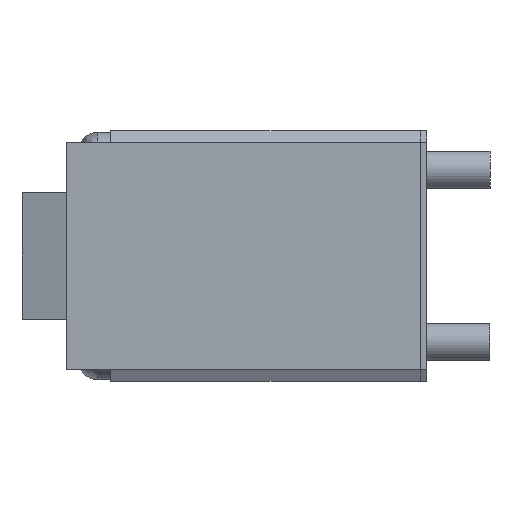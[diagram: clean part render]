
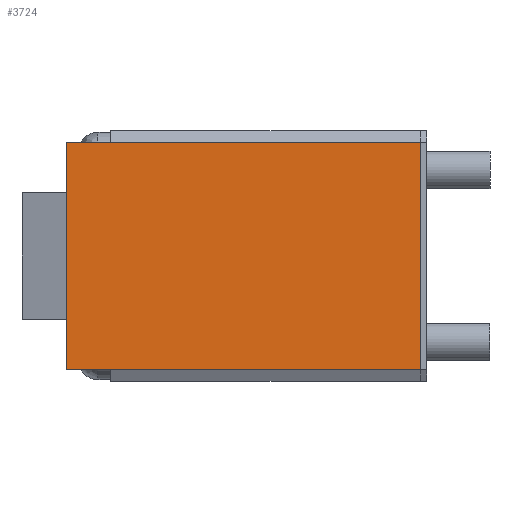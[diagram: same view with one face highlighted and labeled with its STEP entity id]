
A CAD part, left-side view. The second image highlights one B-rep face of the part: STEP entity #3724.
In plain terms, the highlighted planar face has unit normal (-1, 0, 0).
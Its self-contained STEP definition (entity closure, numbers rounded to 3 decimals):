
#232 = VECTOR ( 'NONE', #7226, 1000. ) ;
#626 = EDGE_CURVE ( 'NONE', #797, #6481, #8020, .T. ) ;
#797 = VERTEX_POINT ( 'NONE', #3824 ) ;
#975 = CARTESIAN_POINT ( 'NONE',  ( -11.4, 0., 9. ) ) ;
#1334 = EDGE_LOOP ( 'NONE', ( #2071, #7400, #4495, #1894 ) ) ;
#1591 = EDGE_CURVE ( 'NONE', #6481, #3042, #5068, .T. ) ;
#1894 = ORIENTED_EDGE ( 'NONE', *, *, #3013, .T. ) ;
#1929 = LINE ( 'NONE', #2867, #7917 ) ;
#1970 = DIRECTION ( 'NONE',  ( 0., 1., 0. ) ) ;
#2071 = ORIENTED_EDGE ( 'NONE', *, *, #8505, .T. ) ;
#2867 = CARTESIAN_POINT ( 'NONE',  ( -11.4, 28., 9. ) ) ;
#3013 = EDGE_CURVE ( 'NONE', #797, #6365, #1929, .T. ) ;
#3025 = DIRECTION ( 'NONE',  ( 0., 0., -1. ) ) ;
#3042 = VERTEX_POINT ( 'NONE', #3404 ) ;
#3048 = AXIS2_PLACEMENT_3D ( 'NONE', #9194, #8853, #1970 ) ;
#3206 = CARTESIAN_POINT ( 'NONE',  ( -11.4, 28., 9. ) ) ;
#3404 = CARTESIAN_POINT ( 'NONE',  ( -11.4, 0., -9. ) ) ;
#3724 = ADVANCED_FACE ( 'NONE', ( #4614 ), #3956, .F. ) ;
#3824 = CARTESIAN_POINT ( 'NONE',  ( -11.4, 28., 9. ) ) ;
#3956 = PLANE ( 'NONE',  #3048 ) ;
#4120 = VECTOR ( 'NONE', #8039, 1000. ) ;
#4495 = ORIENTED_EDGE ( 'NONE', *, *, #626, .F. ) ;
#4614 = FACE_OUTER_BOUND ( 'NONE', #1334, .T. ) ;
#5068 = LINE ( 'NONE', #7084, #232 ) ;
#6365 = VERTEX_POINT ( 'NONE', #9469 ) ;
#6481 = VERTEX_POINT ( 'NONE', #975 ) ;
#6908 = DIRECTION ( 'NONE',  ( 0., -1., 0. ) ) ;
#7084 = CARTESIAN_POINT ( 'NONE',  ( -11.4, 0., 9. ) ) ;
#7226 = DIRECTION ( 'NONE',  ( 0., 0., -1. ) ) ;
#7232 = CARTESIAN_POINT ( 'NONE',  ( -11.4, 28., -9. ) ) ;
#7400 = ORIENTED_EDGE ( 'NONE', *, *, #1591, .F. ) ;
#7564 = LINE ( 'NONE', #7232, #8901 ) ;
#7917 = VECTOR ( 'NONE', #3025, 1000. ) ;
#8020 = LINE ( 'NONE', #3206, #4120 ) ;
#8039 = DIRECTION ( 'NONE',  ( 0., -1., 0. ) ) ;
#8505 = EDGE_CURVE ( 'NONE', #6365, #3042, #7564, .T. ) ;
#8853 = DIRECTION ( 'NONE',  ( 1., 0., 0. ) ) ;
#8901 = VECTOR ( 'NONE', #6908, 1000. ) ;
#9194 = CARTESIAN_POINT ( 'NONE',  ( -11.4, 28., 9. ) ) ;
#9469 = CARTESIAN_POINT ( 'NONE',  ( -11.4, 28., -9. ) ) ;
